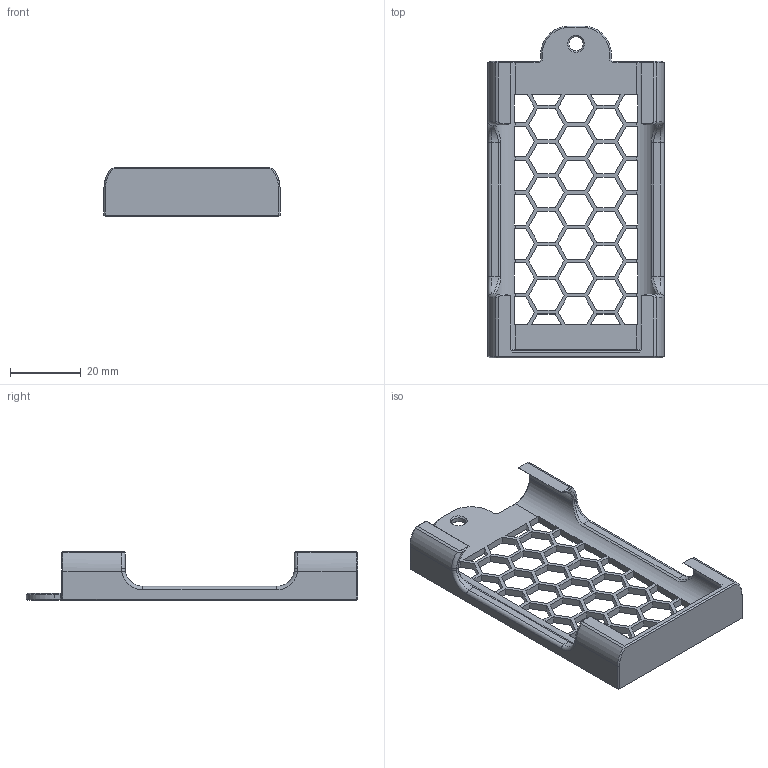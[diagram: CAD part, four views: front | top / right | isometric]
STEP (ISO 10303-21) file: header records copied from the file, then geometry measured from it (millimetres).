
FILE_DESCRIPTION(('Open CASCADE Model'),'2;1');
FILE_NAME('Open CASCADE Shape Model','2023-11-11T12:33:43',('Author'),( 'Open CASCADE'),'Open CASCADE STEP processor 7.6','Open CASCADE 7.6' ,'Unknown');
FILE_SCHEMA(('AP242_MANAGED_MODEL_BASED_3D_ENGINEERING_MIM_LF. {1 0 10303 442 1 1 4 }'));
Length unit declared in the file: millimetre
Products named in the file (1): Open CASCADE STEP translator 7.6 2
Bounding box: 49.75 x 93.75 x 13.83 mm (x, y, z)
Volume: 9241.7 mm3; surface area: 10644.4 mm2
Topology: 1 solids, 1 shells, 359 faces, 1007 edges, 636 vertices
Faces by surface type: plane 274, bspline 32, cone 26, cylinder 19, torus 8
Full cylindrical faces by diameter (mm): 4 x1
Entity records: 26536 total; most frequent: CARTESIAN_POINT 8247, DIRECTION 2741, ORIENTED_EDGE 2014, PCURVE 2014, DEFINITIONAL_REPRESENTATION 2014, LINE 1847, VECTOR 1847, EDGE_CURVE 1007
